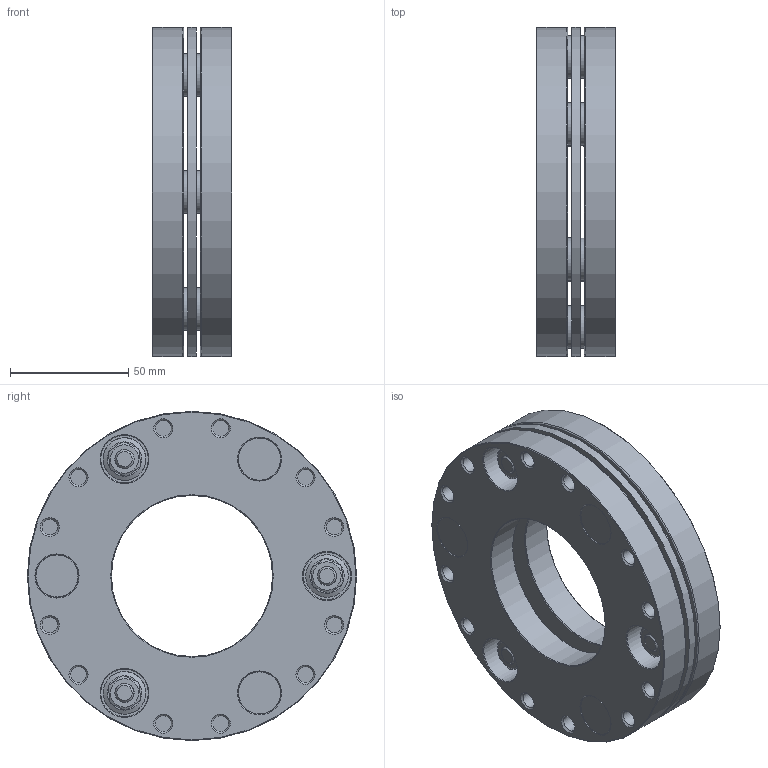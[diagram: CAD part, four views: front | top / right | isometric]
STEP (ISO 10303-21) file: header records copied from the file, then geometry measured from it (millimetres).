
FILE_DESCRIPTION(/* description */ ('Unknown'),/* implementation_level */ '2;1');
FILE_NAME(/* name */ 'HK80-11-00-00',/* time_stamp */ '2020-09-14T11:27:00+02:00',/* author */ ('Unknown'),/* organization */ ('Unknown'),/* preprocessor_version */ 'ST-DEVELOPER v16.7',/* originating_system */ 'Solid Edge',/* authorisation */ 'Unknown');
FILE_SCHEMA (('AUTOMOTIVE_DESIGN {1 0 10303 214 3 1 1}'));
Length unit declared in the file: millimetre
Products named in the file (1): Part9
Bounding box: 33.7 x 139 x 139 mm (x, y, z)
Volume: 319396.1 mm3; surface area: 93454.9 mm2
Topology: 1 solids, 1 shells, 314 faces, 804 edges, 526 vertices
Faces by surface type: plane 108, cylinder 102, cone 96, torus 8
Full cylindrical faces by diameter (mm): 6.647 x24, 17.8 x6, 18 x24, 20 x6, 68 x2, 85 x1, 139 x3
Entity records: 9892 total; most frequent: DIRECTION 1426, CARTESIAN_POINT 1327, ORIENTED_EDGE 976, AXIS2_PLACEMENT_3D 659, EDGE_LOOP 592, FACE_BOUND 592, EDGE_CURVE 488, VERTEX_POINT 380
